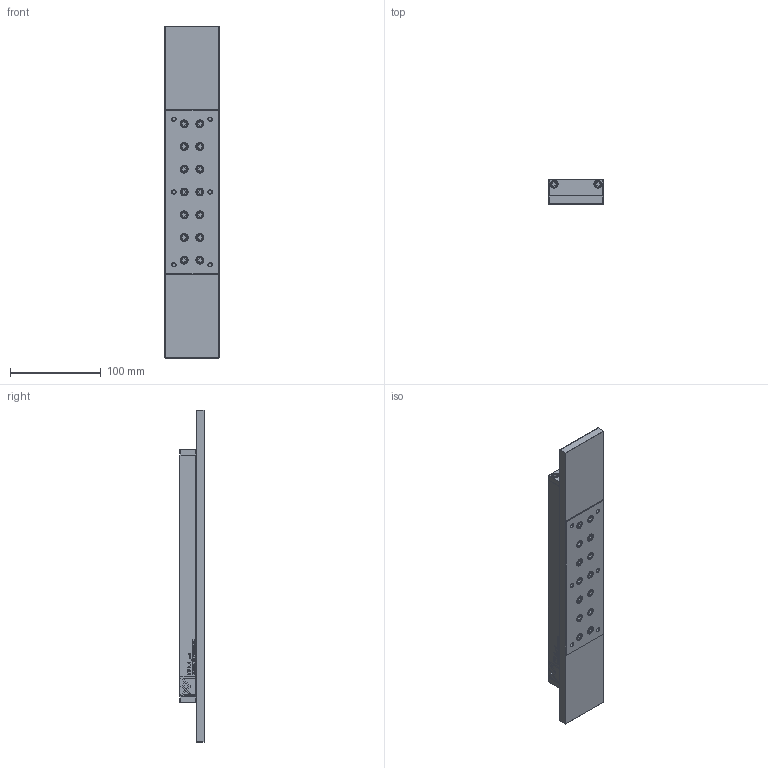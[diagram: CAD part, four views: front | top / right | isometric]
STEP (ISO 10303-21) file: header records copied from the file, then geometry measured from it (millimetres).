
FILE_DESCRIPTION(/* description */ (''),/* implementation_level */ '2;1');
FILE_NAME(/* name */ 'RTNG-3175.stp',/* time_stamp */ '2024-10-01T12:15:14+02:00',/* author */ (''),/* organization */ (''),/* preprocessor_version */ 'ST-DEVELOPER v16.7',/* originating_system */ 'SIEMENS PLM Software NX 12.0',/* authorisation */ '');
FILE_SCHEMA (('AUTOMOTIVE_DESIGN { 1 0 10303 214 3 1 1 1 }'));
Length unit declared in the file: millimetre
Products named in the file (1): RTNG-3175_stp
Bounding box: 59.5 x 28 x 365 mm (x, y, z)
Volume: 437408.1 mm3; surface area: 127006.7 mm2
Topology: 4 solids, 4 shells, 1399 faces, 3475 edges, 2232 vertices
Faces by surface type: plane 880, bspline 180, cylinder 175, cone 100, torus 64
Entity records: 46218 total; most frequent: CARTESIAN_POINT 9591, ORIENTED_EDGE 6950, DIRECTION 6181, EDGE_CURVE 3475, LINE 2489, VECTOR 2489, VERTEX_POINT 2232, AXIS2_PLACEMENT_3D 1846
